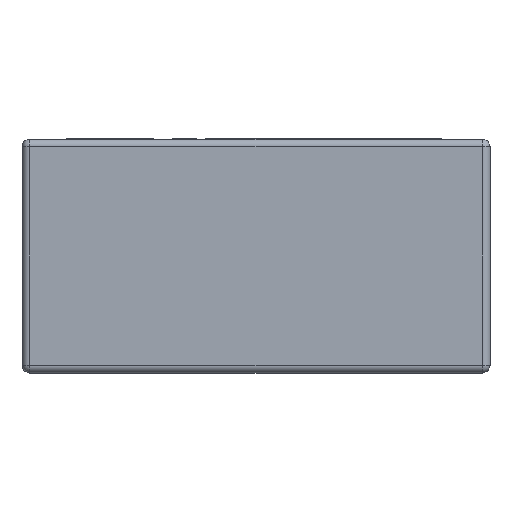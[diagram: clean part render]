
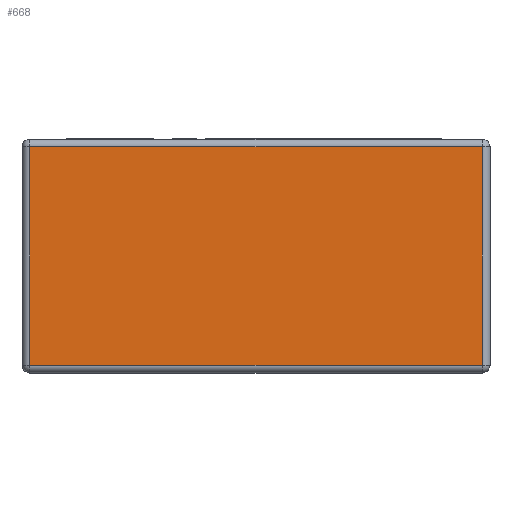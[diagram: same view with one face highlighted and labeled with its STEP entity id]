
A CAD part, left-side view. The second image highlights one B-rep face of the part: STEP entity #668.
In plain terms, the highlighted planar face has unit normal (-1, 0, 0).
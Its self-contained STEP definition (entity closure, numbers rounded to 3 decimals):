
#25 = VERTEX_POINT ( 'NONE', #6362 ) ;
#92 = ORIENTED_EDGE ( 'NONE', *, *, #6032, .T. ) ;
#119 = VERTEX_POINT ( 'NONE', #3419 ) ;
#668 = ADVANCED_FACE ( 'NONE', ( #2134 ), #4836, .F. ) ;
#745 = CARTESIAN_POINT ( 'NONE',  ( -0.3, -0.15, 0.15 ) ) ;
#883 = VERTEX_POINT ( 'NONE', #7225 ) ;
#912 = DIRECTION ( 'NONE',  ( 0., 0., -1. ) ) ;
#1258 = LINE ( 'NONE', #4902, #1396 ) ;
#1263 = LINE ( 'NONE', #8613, #7823 ) ;
#1396 = VECTOR ( 'NONE', #1526, 1000. ) ;
#1526 = DIRECTION ( 'NONE',  ( 0., 0., -1. ) ) ;
#1592 = DIRECTION ( 'NONE',  ( 1., 0., 0. ) ) ;
#2134 = FACE_OUTER_BOUND ( 'NONE', #7758, .T. ) ;
#2595 = DIRECTION ( 'NONE',  ( 0., 0., 1. ) ) ;
#2857 = EDGE_CURVE ( 'NONE', #119, #25, #1263, .T. ) ;
#3295 = LINE ( 'NONE', #6760, #4917 ) ;
#3419 = CARTESIAN_POINT ( 'NONE',  ( -0.3, -0.145, 0.005 ) ) ;
#3489 = LINE ( 'NONE', #6727, #7710 ) ;
#4015 = ORIENTED_EDGE ( 'NONE', *, *, #5764, .T. ) ;
#4804 = CARTESIAN_POINT ( 'NONE',  ( -0.3, 0.145, 0.145 ) ) ;
#4836 = PLANE ( 'NONE',  #6291 ) ;
#4902 = CARTESIAN_POINT ( 'NONE',  ( -0.3, 0.145, 0.15 ) ) ;
#4917 = VECTOR ( 'NONE', #8122, 1000. ) ;
#4955 = EDGE_CURVE ( 'NONE', #5093, #883, #1258, .T. ) ;
#5093 = VERTEX_POINT ( 'NONE', #4804 ) ;
#5764 = EDGE_CURVE ( 'NONE', #25, #5093, #3489, .T. ) ;
#6032 = EDGE_CURVE ( 'NONE', #883, #119, #3295, .T. ) ;
#6291 = AXIS2_PLACEMENT_3D ( 'NONE', #745, #1592, #912 ) ;
#6362 = CARTESIAN_POINT ( 'NONE',  ( -0.3, -0.145, 0.145 ) ) ;
#6727 = CARTESIAN_POINT ( 'NONE',  ( -0.3, -0.15, 0.145 ) ) ;
#6760 = CARTESIAN_POINT ( 'NONE',  ( -0.3, -0.15, 0.005 ) ) ;
#7225 = CARTESIAN_POINT ( 'NONE',  ( -0.3, 0.145, 0.005 ) ) ;
#7710 = VECTOR ( 'NONE', #8048, 1000. ) ;
#7758 = EDGE_LOOP ( 'NONE', ( #4015, #8530, #92, #7801 ) ) ;
#7801 = ORIENTED_EDGE ( 'NONE', *, *, #2857, .T. ) ;
#7823 = VECTOR ( 'NONE', #2595, 1000. ) ;
#8048 = DIRECTION ( 'NONE',  ( 0., 1., 0. ) ) ;
#8122 = DIRECTION ( 'NONE',  ( 0., -1., 0. ) ) ;
#8530 = ORIENTED_EDGE ( 'NONE', *, *, #4955, .T. ) ;
#8613 = CARTESIAN_POINT ( 'NONE',  ( -0.3, -0.145, 0.15 ) ) ;
